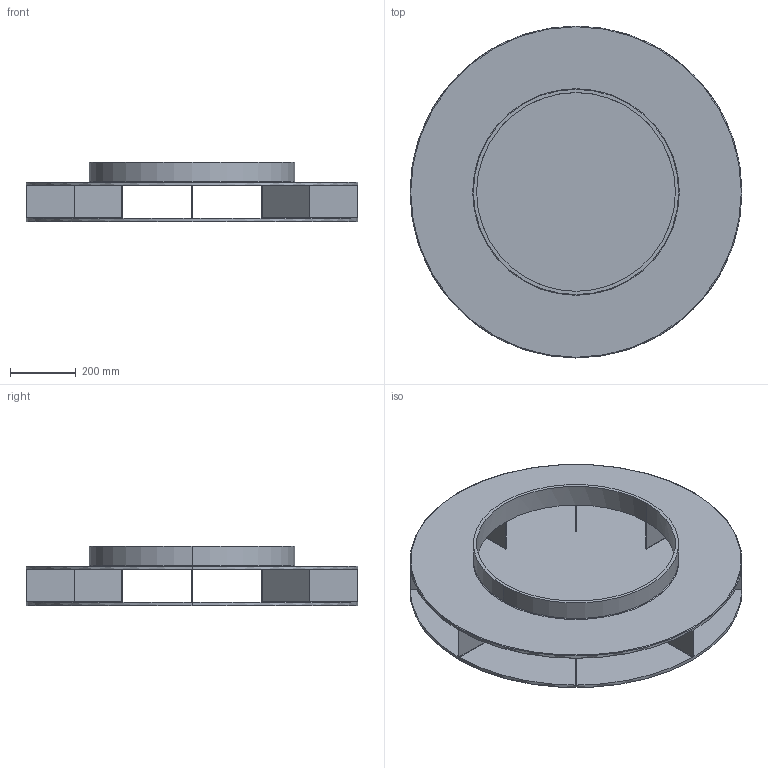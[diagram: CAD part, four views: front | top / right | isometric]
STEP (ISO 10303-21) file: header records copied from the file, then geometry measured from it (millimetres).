
FILE_DESCRIPTION (( 'STEP AP214' ), '1' );
FILE_NAME ('072bme603.STEP', '2019-01-29T12:42:10', ( '' ), ( '' ), 'SwSTEP 2.0', 'SolidWorks 2019', '' );
FILE_SCHEMA (( 'AUTOMOTIVE_DESIGN' ));
Length unit declared in the file: centimetre
Products named in the file (1): 072bme603
Bounding box: 1012 x 1012 x 180 mm (x, y, z)
Volume: 14850945.9 mm3; surface area: 3269494.6 mm2
Topology: 1 solids, 1 shells, 54 faces, 170 edges, 112 vertices
Faces by surface type: plane 28, cylinder 22, torus 4
Entity records: 2120 total; most frequent: CARTESIAN_POINT 561, ORIENTED_EDGE 340, DIRECTION 300, EDGE_CURVE 170, VERTEX_POINT 112, AXIS2_PLACEMENT_3D 107, LINE 86, VECTOR 86
